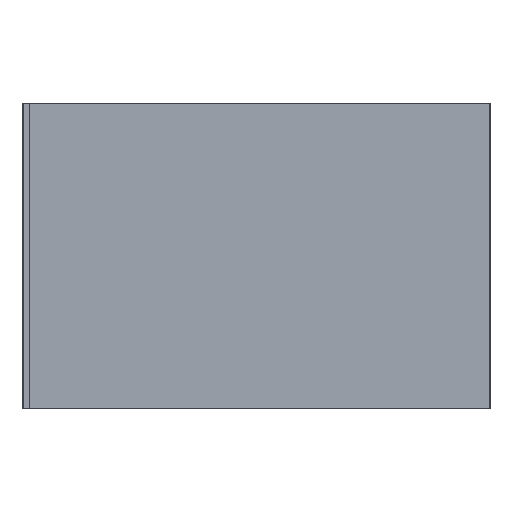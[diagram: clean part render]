
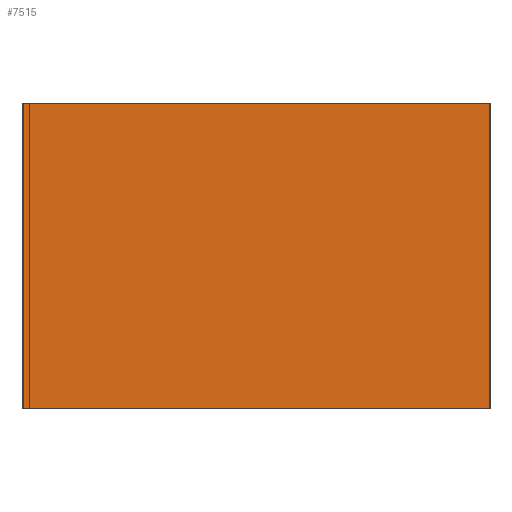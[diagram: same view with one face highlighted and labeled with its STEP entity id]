
A CAD part, left-side view. The second image highlights one B-rep face of the part: STEP entity #7515.
In plain terms, the highlighted planar face has unit normal (-1, 0, 0).
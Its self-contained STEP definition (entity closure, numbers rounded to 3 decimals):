
#6 = CARTESIAN_POINT ( 'NONE',  ( -50., -4.6, 4. ) ) ;
#114 = VERTEX_POINT ( 'NONE', #3071 ) ;
#285 = VECTOR ( 'NONE', #4566, 1000. ) ;
#394 = AXIS2_PLACEMENT_3D ( 'NONE', #2967, #8693, #10634 ) ;
#637 = LINE ( 'NONE', #5816, #10871 ) ;
#1803 = DIRECTION ( 'NONE',  ( 0., 0., 1. ) ) ;
#2534 = CARTESIAN_POINT ( 'NONE',  ( -50., 6.124, -4. ) ) ;
#2607 = VERTEX_POINT ( 'NONE', #9572 ) ;
#2821 = EDGE_CURVE ( 'NONE', #2607, #10719, #10592, .T. ) ;
#2967 = CARTESIAN_POINT ( 'NONE',  ( -50., 6.15, -4. ) ) ;
#2971 = CARTESIAN_POINT ( 'NONE',  ( -50., 6.15, 4. ) ) ;
#3071 = CARTESIAN_POINT ( 'NONE',  ( -50., -4.6, -3. ) ) ;
#3247 = EDGE_CURVE ( 'NONE', #10719, #114, #4405, .T. ) ;
#4405 = LINE ( 'NONE', #6, #5775 ) ;
#4566 = DIRECTION ( 'NONE',  ( 0., -1., 0. ) ) ;
#4603 = ORIENTED_EDGE ( 'NONE', *, *, #2821, .F. ) ;
#5194 = DIRECTION ( 'NONE',  ( 0., 0., -1. ) ) ;
#5291 = ORIENTED_EDGE ( 'NONE', *, *, #8355, .F. ) ;
#5364 = VECTOR ( 'NONE', #1803, 1000. ) ;
#5490 = EDGE_LOOP ( 'NONE', ( #5291, #10706, #8092, #4603 ) ) ;
#5591 = CARTESIAN_POINT ( 'NONE',  ( -50., 6.124, -3. ) ) ;
#5775 = VECTOR ( 'NONE', #5194, 1000. ) ;
#5816 = CARTESIAN_POINT ( 'NONE',  ( -50., -4.6, -3. ) ) ;
#6158 = LINE ( 'NONE', #2534, #5364 ) ;
#7113 = VERTEX_POINT ( 'NONE', #5591 ) ;
#7181 = FACE_OUTER_BOUND ( 'NONE', #5490, .T. ) ;
#7183 = EDGE_CURVE ( 'NONE', #114, #7113, #637, .T. ) ;
#7515 = ADVANCED_FACE ( 'NONE', ( #7181 ), #10587, .T. ) ;
#8092 = ORIENTED_EDGE ( 'NONE', *, *, #3247, .F. ) ;
#8355 = EDGE_CURVE ( 'NONE', #7113, #2607, #6158, .T. ) ;
#8693 = DIRECTION ( 'NONE',  ( -1., 0., 0. ) ) ;
#9193 = DIRECTION ( 'NONE',  ( 0., 1., 0. ) ) ;
#9572 = CARTESIAN_POINT ( 'NONE',  ( -50., 6.124, 4. ) ) ;
#10587 = PLANE ( 'NONE',  #394 ) ;
#10592 = LINE ( 'NONE', #2971, #285 ) ;
#10634 = DIRECTION ( 'NONE',  ( 0., 0., 1. ) ) ;
#10706 = ORIENTED_EDGE ( 'NONE', *, *, #7183, .F. ) ;
#10719 = VERTEX_POINT ( 'NONE', #10853 ) ;
#10853 = CARTESIAN_POINT ( 'NONE',  ( -50., -4.6, 4. ) ) ;
#10871 = VECTOR ( 'NONE', #9193, 1000. ) ;
